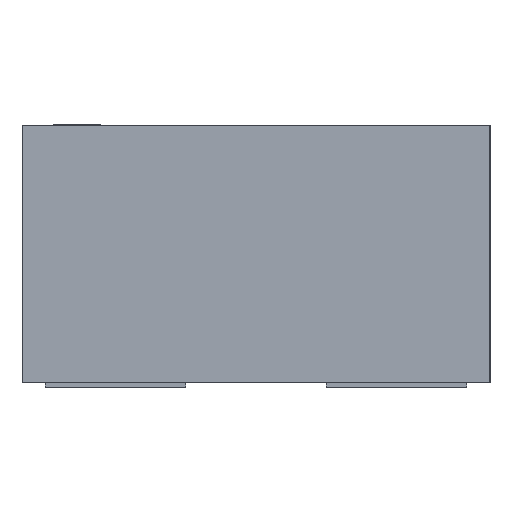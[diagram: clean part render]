
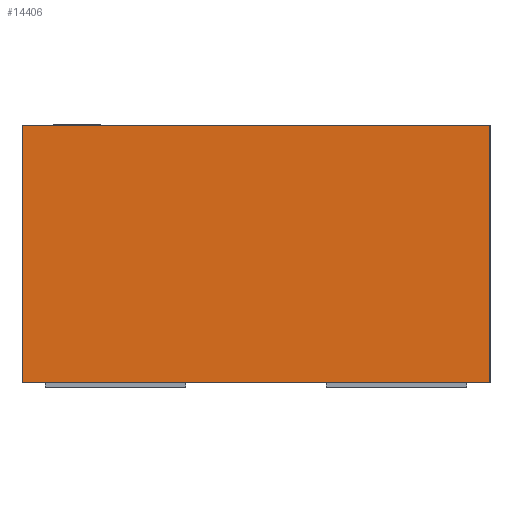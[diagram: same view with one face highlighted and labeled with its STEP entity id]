
A CAD part, left-side view. The second image highlights one B-rep face of the part: STEP entity #14406.
In plain terms, the highlighted planar face has unit normal (-1, 0, 0).
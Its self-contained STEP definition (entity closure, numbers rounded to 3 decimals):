
#1763 = CARTESIAN_POINT ( 'NONE',  ( -0.725, -0.5, 0.56 ) ) ;
#2697 = EDGE_CURVE ( 'NONE', #17490, #19789, #11318, .T. ) ;
#3016 = ORIENTED_EDGE ( 'NONE', *, *, #2697, .T. ) ;
#3242 = DIRECTION ( 'NONE',  ( 0., 0., -1. ) ) ;
#4420 = VECTOR ( 'NONE', #11538, 1000. ) ;
#4953 = CARTESIAN_POINT ( 'NONE',  ( -0.725, -0.5, 0.56 ) ) ;
#6087 = VECTOR ( 'NONE', #14328, 1000. ) ;
#6714 = CARTESIAN_POINT ( 'NONE',  ( -0.725, -0.5, 0.56 ) ) ;
#7207 = ORIENTED_EDGE ( 'NONE', *, *, #17773, .F. ) ;
#8925 = CARTESIAN_POINT ( 'NONE',  ( -0.725, -0.5, 0.01 ) ) ;
#9012 = CARTESIAN_POINT ( 'NONE',  ( -0.725, 0.5, 0.56 ) ) ;
#9472 = DIRECTION ( 'NONE',  ( 0., 0., -1. ) ) ;
#9935 = LINE ( 'NONE', #6714, #6087 ) ;
#10331 = VECTOR ( 'NONE', #9472, 1000. ) ;
#10521 = AXIS2_PLACEMENT_3D ( 'NONE', #13864, #10883, #3242 ) ;
#10680 = EDGE_CURVE ( 'NONE', #19789, #13304, #11632, .T. ) ;
#10883 = DIRECTION ( 'NONE',  ( 1., 0., 0. ) ) ;
#11043 = DIRECTION ( 'NONE',  ( 0., 0., -1. ) ) ;
#11318 = LINE ( 'NONE', #16033, #10331 ) ;
#11523 = EDGE_CURVE ( 'NONE', #17490, #18623, #9935, .T. ) ;
#11538 = DIRECTION ( 'NONE',  ( 0., -1., 0. ) ) ;
#11632 = LINE ( 'NONE', #19235, #4420 ) ;
#12585 = LINE ( 'NONE', #1763, #19657 ) ;
#12611 = PLANE ( 'NONE',  #10521 ) ;
#13304 = VERTEX_POINT ( 'NONE', #8925 ) ;
#13864 = CARTESIAN_POINT ( 'NONE',  ( -0.725, -0.5, 0.56 ) ) ;
#13958 = EDGE_LOOP ( 'NONE', ( #16021, #7207, #18347, #3016 ) ) ;
#14328 = DIRECTION ( 'NONE',  ( 0., -1., 0. ) ) ;
#14406 = ADVANCED_FACE ( 'NONE', ( #15407 ), #12611, .F. ) ;
#15407 = FACE_OUTER_BOUND ( 'NONE', #13958, .T. ) ;
#15810 = CARTESIAN_POINT ( 'NONE',  ( -0.725, 0.5, 0.01 ) ) ;
#16021 = ORIENTED_EDGE ( 'NONE', *, *, #10680, .T. ) ;
#16033 = CARTESIAN_POINT ( 'NONE',  ( -0.725, 0.5, 0.56 ) ) ;
#17490 = VERTEX_POINT ( 'NONE', #9012 ) ;
#17773 = EDGE_CURVE ( 'NONE', #18623, #13304, #12585, .T. ) ;
#18347 = ORIENTED_EDGE ( 'NONE', *, *, #11523, .F. ) ;
#18623 = VERTEX_POINT ( 'NONE', #4953 ) ;
#19235 = CARTESIAN_POINT ( 'NONE',  ( -0.725, -0.5, 0.01 ) ) ;
#19657 = VECTOR ( 'NONE', #11043, 1000. ) ;
#19789 = VERTEX_POINT ( 'NONE', #15810 ) ;
